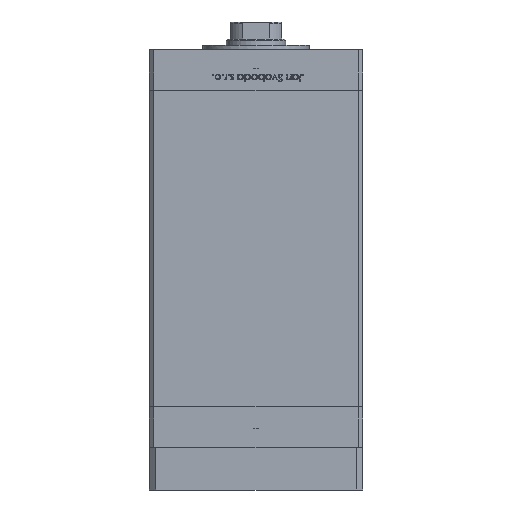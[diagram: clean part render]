
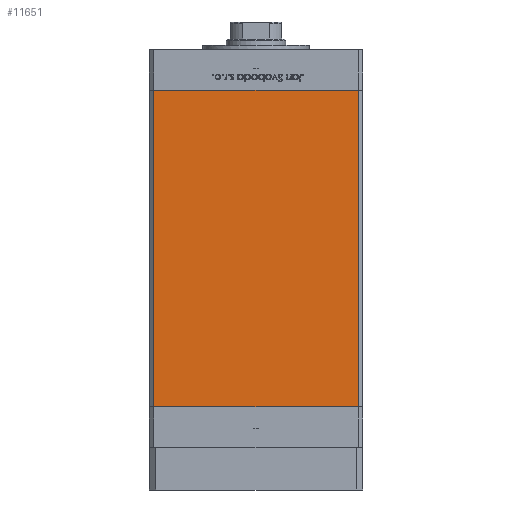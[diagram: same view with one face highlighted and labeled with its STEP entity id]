
A CAD part, front view. The second image highlights one B-rep face of the part: STEP entity #11651.
In plain terms, the highlighted planar face has unit normal (0, -1, 0).
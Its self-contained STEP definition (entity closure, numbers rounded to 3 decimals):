
#3831 = EDGE_LOOP ( 'NONE', ( #48404, #22271, #38323, #18520 ) ) ;
#5412 = DIRECTION ( 'NONE',  ( 0., 0., 1. ) ) ;
#6146 = VECTOR ( 'NONE', #18828, 1000. ) ;
#7489 = EDGE_CURVE ( 'NONE', #18221, #37527, #24201, .T. ) ;
#9212 = DIRECTION ( 'NONE',  ( 0., 1., 0. ) ) ;
#11651 = ADVANCED_FACE ( 'NONE', ( #46435 ), #21187, .F. ) ;
#11881 = DIRECTION ( 'NONE',  ( 0., 0., -1. ) ) ;
#15781 = CARTESIAN_POINT ( 'NONE',  ( 48., -43.5, 148.5 ) ) ;
#15966 = LINE ( 'NONE', #52362, #17251 ) ;
#17251 = VECTOR ( 'NONE', #11881, 1000. ) ;
#17373 = CARTESIAN_POINT ( 'NONE',  ( -48., -43.5, 148.5 ) ) ;
#18221 = VERTEX_POINT ( 'NONE', #44728 ) ;
#18423 = VERTEX_POINT ( 'NONE', #27551 ) ;
#18520 = ORIENTED_EDGE ( 'NONE', *, *, #38308, .T. ) ;
#18636 = AXIS2_PLACEMENT_3D ( 'NONE', #17373, #9212, #5412 ) ;
#18828 = DIRECTION ( 'NONE',  ( 1., 0., 0. ) ) ;
#19660 = LINE ( 'NONE', #44356, #6146 ) ;
#21187 = PLANE ( 'NONE',  #18636 ) ;
#22271 = ORIENTED_EDGE ( 'NONE', *, *, #7489, .F. ) ;
#22839 = CARTESIAN_POINT ( 'NONE',  ( 48., -43.5, 0. ) ) ;
#24201 = LINE ( 'NONE', #15781, #28886 ) ;
#27551 = CARTESIAN_POINT ( 'NONE',  ( -48., -43.5, 148.5 ) ) ;
#28093 = DIRECTION ( 'NONE',  ( 1., 0., 0. ) ) ;
#28886 = VECTOR ( 'NONE', #31809, 1000. ) ;
#29424 = CARTESIAN_POINT ( 'NONE',  ( -48., -43.5, 0. ) ) ;
#31809 = DIRECTION ( 'NONE',  ( 0., 0., -1. ) ) ;
#32961 = LINE ( 'NONE', #36504, #45401 ) ;
#36504 = CARTESIAN_POINT ( 'NONE',  ( -48., -43.5, 0. ) ) ;
#37527 = VERTEX_POINT ( 'NONE', #22839 ) ;
#38308 = EDGE_CURVE ( 'NONE', #18423, #51602, #15966, .T. ) ;
#38323 = ORIENTED_EDGE ( 'NONE', *, *, #43718, .F. ) ;
#43718 = EDGE_CURVE ( 'NONE', #18423, #18221, #19660, .T. ) ;
#44356 = CARTESIAN_POINT ( 'NONE',  ( -48., -43.5, 148.5 ) ) ;
#44728 = CARTESIAN_POINT ( 'NONE',  ( 48., -43.5, 148.5 ) ) ;
#45401 = VECTOR ( 'NONE', #28093, 1000. ) ;
#46435 = FACE_OUTER_BOUND ( 'NONE', #3831, .T. ) ;
#48404 = ORIENTED_EDGE ( 'NONE', *, *, #51486, .T. ) ;
#51486 = EDGE_CURVE ( 'NONE', #51602, #37527, #32961, .T. ) ;
#51602 = VERTEX_POINT ( 'NONE', #29424 ) ;
#52362 = CARTESIAN_POINT ( 'NONE',  ( -48., -43.5, 148.5 ) ) ;
